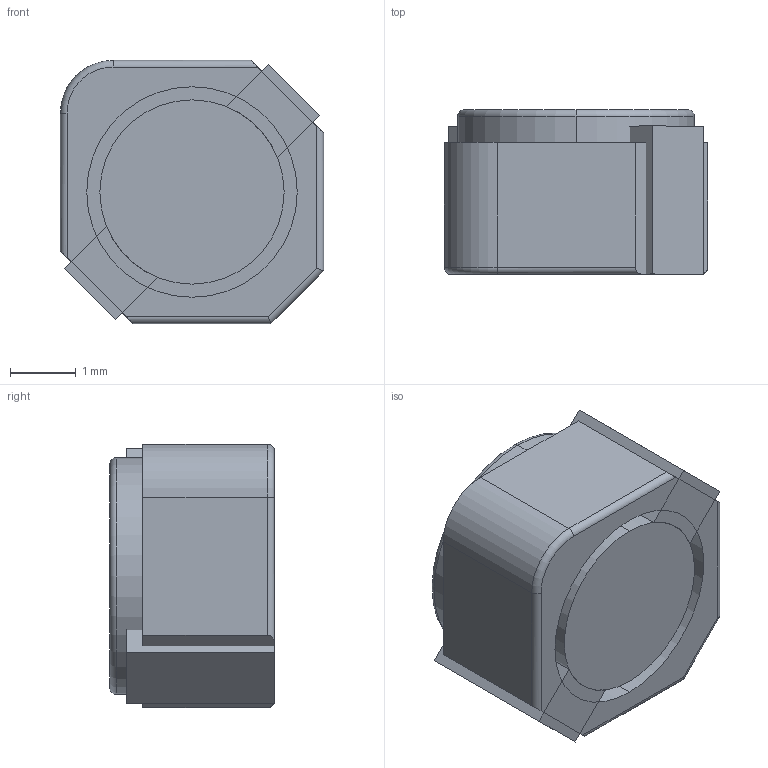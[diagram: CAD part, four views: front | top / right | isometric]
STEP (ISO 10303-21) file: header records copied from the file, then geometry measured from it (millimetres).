
FILE_DESCRIPTION (( 'STEP AP214' ), '1' );
FILE_NAME ('1C93CA61-8A78-4F81-B3BC-1BD04DE536E2.STEP', '2023-03-06T21:54:39', ( '' ), ( '' ), 'SwSTEP 2.0', 'SolidWorks 2022', '' );
FILE_SCHEMA (( 'AUTOMOTIVE_DESIGN' ));
Length unit declared in the file: millimetre
Products named in the file (1): 1C93CA61-8A78-4F81-B3BC-1BD04DE536E2
Bounding box: 4 x 2.5 x 4 mm (x, y, z)
Volume: 36.9 mm3; surface area: 92.5 mm2
Topology: 3 solids, 3 shells, 39 faces, 84 edges, 54 vertices
Faces by surface type: plane 22, cylinder 14, torus 3
Entity records: 1536 total; most frequent: CARTESIAN_POINT 196, DIRECTION 183, ORIENTED_EDGE 168, EDGE_CURVE 84, AXIS2_PLACEMENT_3D 65, VERTEX_POINT 54, LINE 53, VECTOR 53
